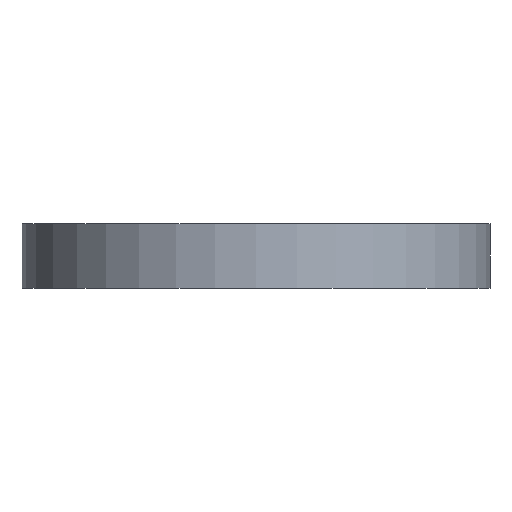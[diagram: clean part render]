
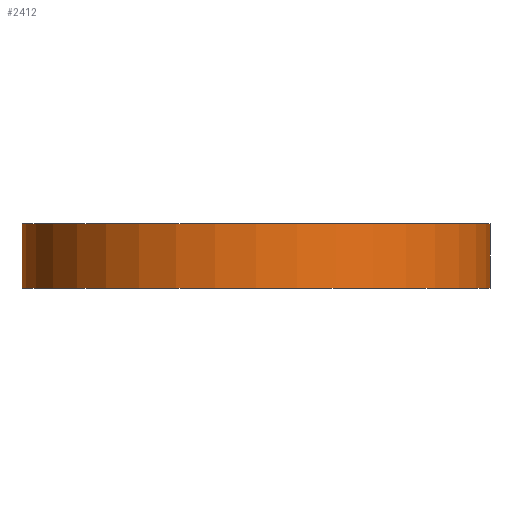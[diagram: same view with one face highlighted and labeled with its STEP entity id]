
A CAD part, front view. The second image highlights one B-rep face of the part: STEP entity #2412.
In plain terms, the highlighted cylindrical face has radius 10.95 mm (diameter 21.9 mm), a partial arc.
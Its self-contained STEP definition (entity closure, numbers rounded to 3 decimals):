
#20 = CARTESIAN_POINT ( 'NONE',  ( 10.95, 0., 3. ) ) ;
#135 = CARTESIAN_POINT ( 'NONE',  ( 0., 0., 3. ) ) ;
#351 = VERTEX_POINT ( 'NONE', #11111 ) ;
#1061 = CYLINDRICAL_SURFACE ( 'NONE', #7089, 10.95 ) ;
#1073 = CARTESIAN_POINT ( 'NONE',  ( 10.95, 0., 0. ) ) ;
#1218 = EDGE_CURVE ( 'NONE', #5537, #7600, #4133, .T. ) ;
#1605 = VECTOR ( 'NONE', #2455, 1000. ) ;
#2362 = FACE_OUTER_BOUND ( 'NONE', #2441, .T. ) ;
#2412 = ADVANCED_FACE ( 'NONE', ( #2362 ), #1061, .T. ) ;
#2441 = EDGE_LOOP ( 'NONE', ( #10761, #4726, #4792, #10067 ) ) ;
#2455 = DIRECTION ( 'NONE',  ( 0., 0., -1. ) ) ;
#2521 = CARTESIAN_POINT ( 'NONE',  ( -10.95, 0., 0. ) ) ;
#2539 = CIRCLE ( 'NONE', #7895, 10.95 ) ;
#2853 = DIRECTION ( 'NONE',  ( -1., 0., 0. ) ) ;
#4133 = CIRCLE ( 'NONE', #7293, 10.95 ) ;
#4726 = ORIENTED_EDGE ( 'NONE', *, *, #7540, .F. ) ;
#4792 = ORIENTED_EDGE ( 'NONE', *, *, #7662, .T. ) ;
#5537 = VERTEX_POINT ( 'NONE', #2521 ) ;
#5580 = EDGE_CURVE ( 'NONE', #6856, #7600, #9956, .T. ) ;
#6224 = DIRECTION ( 'NONE',  ( 0., 0., 1. ) ) ;
#6543 = DIRECTION ( 'NONE',  ( 0., 0., 1. ) ) ;
#6856 = VERTEX_POINT ( 'NONE', #8894 ) ;
#6968 = DIRECTION ( 'NONE',  ( 1., 0., 0. ) ) ;
#7089 = AXIS2_PLACEMENT_3D ( 'NONE', #10509, #10431, #2853 ) ;
#7136 = LINE ( 'NONE', #7549, #1605 ) ;
#7293 = AXIS2_PLACEMENT_3D ( 'NONE', #9924, #6543, #9088 ) ;
#7294 = VECTOR ( 'NONE', #7597, 1000. ) ;
#7540 = EDGE_CURVE ( 'NONE', #351, #6856, #2539, .T. ) ;
#7549 = CARTESIAN_POINT ( 'NONE',  ( -10.95, 0., 3. ) ) ;
#7597 = DIRECTION ( 'NONE',  ( 0., 0., -1. ) ) ;
#7600 = VERTEX_POINT ( 'NONE', #1073 ) ;
#7662 = EDGE_CURVE ( 'NONE', #351, #5537, #7136, .T. ) ;
#7895 = AXIS2_PLACEMENT_3D ( 'NONE', #135, #6224, #6968 ) ;
#8894 = CARTESIAN_POINT ( 'NONE',  ( 10.95, 0., 3. ) ) ;
#9088 = DIRECTION ( 'NONE',  ( 1., 0., 0. ) ) ;
#9924 = CARTESIAN_POINT ( 'NONE',  ( 0., 0., 0. ) ) ;
#9956 = LINE ( 'NONE', #20, #7294 ) ;
#10067 = ORIENTED_EDGE ( 'NONE', *, *, #1218, .T. ) ;
#10431 = DIRECTION ( 'NONE',  ( 0., 0., -1. ) ) ;
#10509 = CARTESIAN_POINT ( 'NONE',  ( 0., 0., 3. ) ) ;
#10761 = ORIENTED_EDGE ( 'NONE', *, *, #5580, .F. ) ;
#11111 = CARTESIAN_POINT ( 'NONE',  ( -10.95, 0., 3. ) ) ;
